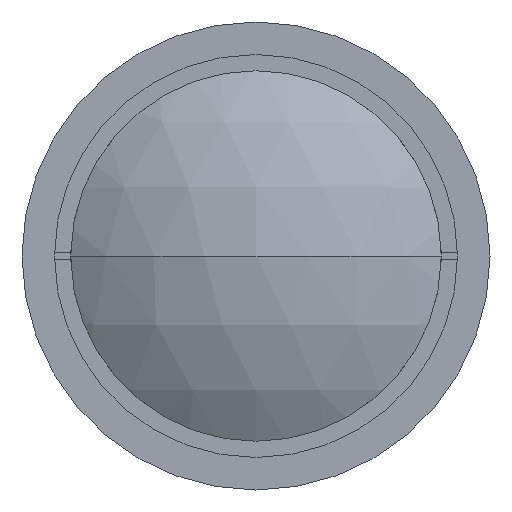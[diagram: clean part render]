
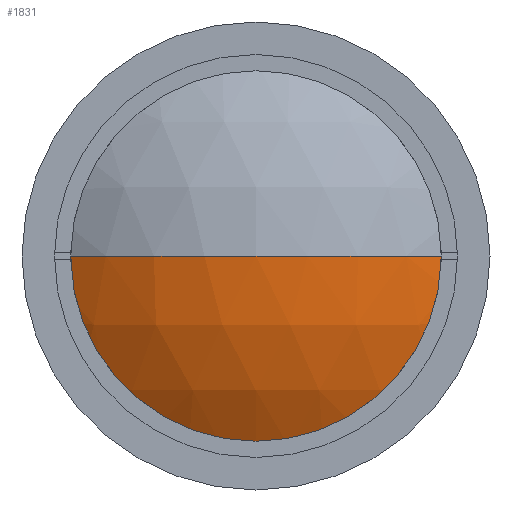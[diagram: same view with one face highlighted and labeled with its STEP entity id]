
A CAD part, left-side view. The second image highlights one B-rep face of the part: STEP entity #1831.
In plain terms, the highlighted spherical face has radius 53.101 mm.
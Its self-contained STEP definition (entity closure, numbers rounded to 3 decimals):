
#265 = CARTESIAN_POINT ( 'NONE',  ( 1.003, 0., 0. ) ) ;
#545 = AXIS2_PLACEMENT_3D ( 'NONE', #3501, #1338, #3836 ) ;
#984 = CARTESIAN_POINT ( 'NONE',  ( 10.29, 30., 0. ) ) ;
#1018 = CARTESIAN_POINT ( 'NONE',  ( 10.29, 0., 0. ) ) ;
#1025 = DIRECTION ( 'NONE',  ( 0., 0., -1. ) ) ;
#1156 = SPHERICAL_SURFACE ( 'NONE', #4380, 53.101 ) ;
#1164 = CARTESIAN_POINT ( 'NONE',  ( 54.104, 0., 0. ) ) ;
#1338 = DIRECTION ( 'NONE',  ( 0., 0., 1. ) ) ;
#1344 = CARTESIAN_POINT ( 'NONE',  ( 10.29, -30., 0. ) ) ;
#1384 = DIRECTION ( 'NONE',  ( 0., 0., 1. ) ) ;
#1391 = DIRECTION ( 'NONE',  ( 0., 1., 0. ) ) ;
#1524 = DIRECTION ( 'NONE',  ( 0., 1., 0. ) ) ;
#1576 = ORIENTED_EDGE ( 'NONE', *, *, #3998, .F. ) ;
#1831 = ADVANCED_FACE ( 'NONE', ( #4131 ), #1156, .T. ) ;
#1962 = CIRCLE ( 'NONE', #2398, 30. ) ;
#2398 = AXIS2_PLACEMENT_3D ( 'NONE', #1018, #3548, #1384 ) ;
#2469 = EDGE_CURVE ( 'NONE', #3559, #2797, #4001, .T. ) ;
#2797 = VERTEX_POINT ( 'NONE', #265 ) ;
#2809 = EDGE_CURVE ( 'NONE', #3048, #3559, #1962, .T. ) ;
#3048 = VERTEX_POINT ( 'NONE', #984 ) ;
#3160 = ORIENTED_EDGE ( 'NONE', *, *, #2809, .T. ) ;
#3200 = CARTESIAN_POINT ( 'NONE',  ( 54.104, 0., 0. ) ) ;
#3501 = CARTESIAN_POINT ( 'NONE',  ( 54.104, 0., 0. ) ) ;
#3548 = DIRECTION ( 'NONE',  ( -1., 0., 0. ) ) ;
#3559 = VERTEX_POINT ( 'NONE', #1344 ) ;
#3596 = EDGE_LOOP ( 'NONE', ( #3160, #4596, #1576 ) ) ;
#3680 = DIRECTION ( 'NONE',  ( 0., 0., -1. ) ) ;
#3836 = DIRECTION ( 'NONE',  ( 1., 0., 0. ) ) ;
#3876 = CIRCLE ( 'NONE', #545, 53.101 ) ;
#3998 = EDGE_CURVE ( 'NONE', #3048, #2797, #3876, .T. ) ;
#4001 = CIRCLE ( 'NONE', #4406, 53.101 ) ;
#4131 = FACE_OUTER_BOUND ( 'NONE', #3596, .T. ) ;
#4380 = AXIS2_PLACEMENT_3D ( 'NONE', #3200, #1025, #1391 ) ;
#4406 = AXIS2_PLACEMENT_3D ( 'NONE', #1164, #3680, #1524 ) ;
#4596 = ORIENTED_EDGE ( 'NONE', *, *, #2469, .T. ) ;
